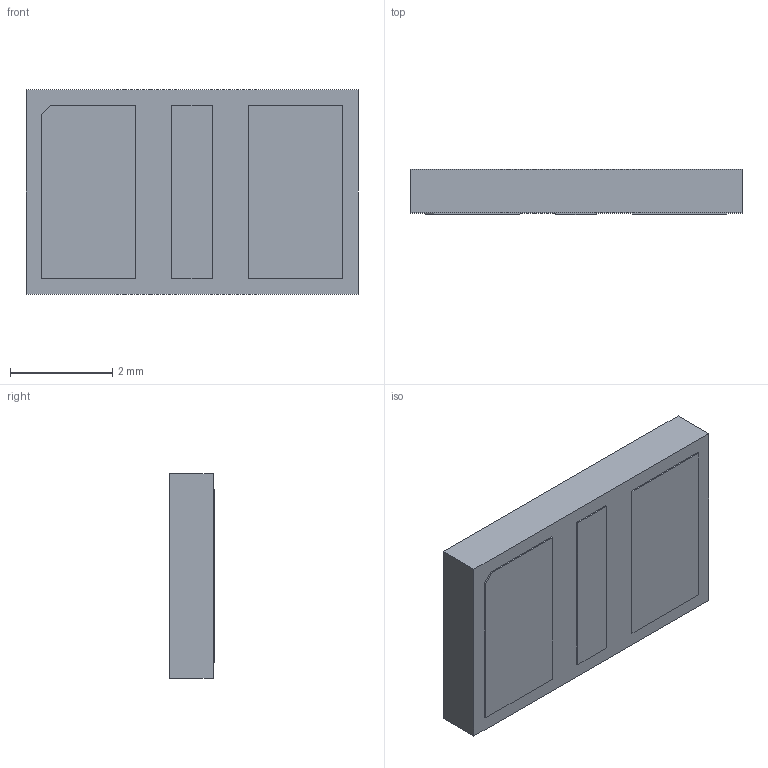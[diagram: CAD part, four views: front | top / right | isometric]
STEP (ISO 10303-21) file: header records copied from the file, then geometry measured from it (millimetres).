
FILE_DESCRIPTION (( 'STEP AP214' ), '1' );
FILE_NAME ('TBU-CA.STEP', '2022-04-26T13:47:37', ( '' ), ( '' ), 'SwSTEP 2.0', 'SolidWorks 2021', '' );
FILE_SCHEMA (( 'AUTOMOTIVE_DESIGN' ));
Length unit declared in the file: millimetre
Products named in the file (1): TBU-CA
Bounding box: 6.5 x 0.88 x 4 mm (x, y, z)
Volume: 22.5 mm3; surface area: 70.6 mm2
Topology: 1 solids, 1 shells, 169 faces, 450 edges, 300 vertices
Faces by surface type: plane 157, bspline 12
Entity records: 6055 total; most frequent: CARTESIAN_POINT 1716, ORIENTED_EDGE 900, DIRECTION 742, EDGE_CURVE 450, VECTOR 426, LINE 426, VERTEX_POINT 300, EDGE_LOOP 186
